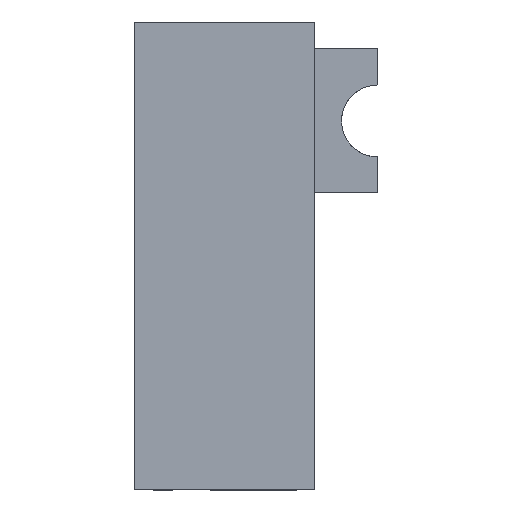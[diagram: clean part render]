
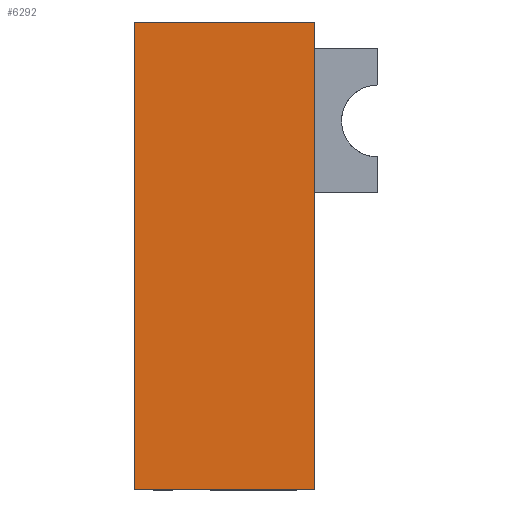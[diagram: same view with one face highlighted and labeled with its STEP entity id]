
A CAD part, left-side view. The second image highlights one B-rep face of the part: STEP entity #6292.
In plain terms, the highlighted free-form (B-spline) face has degree [1, 1] with [2, 2] control points.
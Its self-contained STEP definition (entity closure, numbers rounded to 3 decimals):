
#4627 = VERTEX_POINT('',#4628);
#4628 = CARTESIAN_POINT('',(-353.448,-84.154,
    109.401));
#4633 = EDGE_CURVE('',#4634,#4627,#4636,.T.);
#4634 = VERTEX_POINT('',#4635);
#4635 = CARTESIAN_POINT('',(-353.448,-84.154,
    -109.401));
#4636 = B_SPLINE_CURVE_WITH_KNOTS('',1,(#4637,#4638),.UNSPECIFIED.,.F.,
  .F.,(2,2),(0.,165.1),.PIECEWISE_BEZIER_KNOTS.);
#4637 = CARTESIAN_POINT('',(-353.448,-84.154,
    -109.401));
#4638 = CARTESIAN_POINT('',(-353.448,-84.154,
    109.401));
#5944 = VERTEX_POINT('',#5945);
#5945 = CARTESIAN_POINT('',(-353.448,0.,109.401));
#5950 = EDGE_CURVE('',#4627,#5944,#5951,.T.);
#5951 = B_SPLINE_CURVE_WITH_KNOTS('',1,(#5952,#5953),.UNSPECIFIED.,.F.,
  .F.,(2,2),(0.,63.5),.PIECEWISE_BEZIER_KNOTS.);
#5952 = CARTESIAN_POINT('',(-353.448,-84.154,
    109.401));
#5953 = CARTESIAN_POINT('',(-353.448,0.,109.401));
#6021 = EDGE_CURVE('',#6022,#4634,#6024,.T.);
#6022 = VERTEX_POINT('',#6023);
#6023 = CARTESIAN_POINT('',(-353.448,0.,-109.401));
#6024 = B_SPLINE_CURVE_WITH_KNOTS('',1,(#6025,#6026),.UNSPECIFIED.,.F.,
  .F.,(2,2),(0.,63.5),.PIECEWISE_BEZIER_KNOTS.);
#6025 = CARTESIAN_POINT('',(-353.448,0.,-109.401));
#6026 = CARTESIAN_POINT('',(-353.448,-84.154,
    -109.401));
#6088 = EDGE_CURVE('',#5944,#6022,#6089,.T.);
#6089 = B_SPLINE_CURVE_WITH_KNOTS('',1,(#6090,#6091),.UNSPECIFIED.,.F.,
  .F.,(2,2),(0.,165.1),.PIECEWISE_BEZIER_KNOTS.);
#6090 = CARTESIAN_POINT('',(-353.448,0.,109.401));
#6091 = CARTESIAN_POINT('',(-353.448,0.,-109.401));
#6292 = ADVANCED_FACE('',(#6293),#6299,.T.);
#6293 = FACE_BOUND('',#6294,.T.);
#6294 = EDGE_LOOP('',(#6295,#6296,#6297,#6298));
#6295 = ORIENTED_EDGE('',*,*,#5950,.T.);
#6296 = ORIENTED_EDGE('',*,*,#6088,.T.);
#6297 = ORIENTED_EDGE('',*,*,#6021,.T.);
#6298 = ORIENTED_EDGE('',*,*,#4633,.T.);
#6299 = B_SPLINE_SURFACE_WITH_KNOTS('',1,1,(
    (#6300,#6301)
    ,(#6302,#6303
  )),.UNSPECIFIED.,.F.,.F.,.F.,(2,2),(2,2),(-82.55,82.55),(-63.5,0.),
  .PIECEWISE_BEZIER_KNOTS.);
#6300 = CARTESIAN_POINT('',(-353.448,-84.154,
    -109.401));
#6301 = CARTESIAN_POINT('',(-353.448,0.,-109.401));
#6302 = CARTESIAN_POINT('',(-353.448,-84.154,
    109.401));
#6303 = CARTESIAN_POINT('',(-353.448,0.,109.401));
